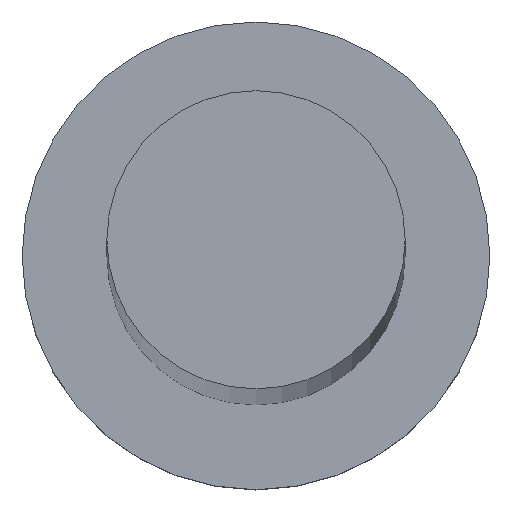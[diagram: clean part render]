
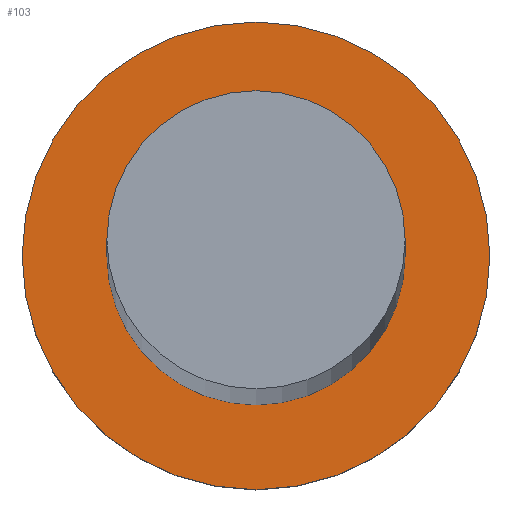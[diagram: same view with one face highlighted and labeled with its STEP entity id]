
A CAD part, top view. The second image highlights one B-rep face of the part: STEP entity #103.
In plain terms, the highlighted planar face has unit normal (0, 0, 1).
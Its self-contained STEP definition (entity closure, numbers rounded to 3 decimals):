
#6 = AXIS2_PLACEMENT_3D ( 'NONE', #226, #170, #29 ) ;
#12 = CARTESIAN_POINT ( 'NONE',  ( 8., 0., 5. ) ) ;
#26 = EDGE_CURVE ( 'NONE', #229, #217, #192, .T. ) ;
#29 = DIRECTION ( 'NONE',  ( 1., 0., 0. ) ) ;
#37 = EDGE_LOOP ( 'NONE', ( #55, #250 ) ) ;
#51 = CARTESIAN_POINT ( 'NONE',  ( 0., 0., 5. ) ) ;
#55 = ORIENTED_EDGE ( 'NONE', *, *, #134, .T. ) ;
#70 = DIRECTION ( 'NONE',  ( 1., 0., 0. ) ) ;
#71 = DIRECTION ( 'NONE',  ( 0., 0., 1. ) ) ;
#72 = DIRECTION ( 'NONE',  ( 0., 0., 1. ) ) ;
#73 = AXIS2_PLACEMENT_3D ( 'NONE', #94, #169, #191 ) ;
#78 = AXIS2_PLACEMENT_3D ( 'NONE', #147, #71, #157 ) ;
#87 = CARTESIAN_POINT ( 'NONE',  ( -8., 0., 5. ) ) ;
#94 = CARTESIAN_POINT ( 'NONE',  ( 0., 0., 5. ) ) ;
#96 = VERTEX_POINT ( 'NONE', #87 ) ;
#103 = ADVANCED_FACE ( 'NONE', ( #178, #230 ), #156, .T. ) ;
#106 = CARTESIAN_POINT ( 'NONE',  ( -5.1, 0., 5. ) ) ;
#124 = CIRCLE ( 'NONE', #6, 5.1 ) ;
#134 = EDGE_CURVE ( 'NONE', #96, #213, #218, .T. ) ;
#135 = CARTESIAN_POINT ( 'NONE',  ( 0., 0., 5. ) ) ;
#145 = CIRCLE ( 'NONE', #73, 8. ) ;
#147 = CARTESIAN_POINT ( 'NONE',  ( 0., 0., 5. ) ) ;
#156 = PLANE ( 'NONE',  #160 ) ;
#157 = DIRECTION ( 'NONE',  ( 1., 0., 0. ) ) ;
#159 = CARTESIAN_POINT ( 'NONE',  ( 5.1, 0., 5. ) ) ;
#160 = AXIS2_PLACEMENT_3D ( 'NONE', #51, #72, #70 ) ;
#168 = AXIS2_PLACEMENT_3D ( 'NONE', #135, #214, #253 ) ;
#169 = DIRECTION ( 'NONE',  ( 0., 0., 1. ) ) ;
#170 = DIRECTION ( 'NONE',  ( 0., 0., 1. ) ) ;
#174 = EDGE_LOOP ( 'NONE', ( #206, #197 ) ) ;
#178 = FACE_BOUND ( 'NONE', #174, .T. ) ;
#191 = DIRECTION ( 'NONE',  ( 1., 0., 0. ) ) ;
#192 = CIRCLE ( 'NONE', #78, 5.1 ) ;
#197 = ORIENTED_EDGE ( 'NONE', *, *, #205, .F. ) ;
#205 = EDGE_CURVE ( 'NONE', #217, #229, #124, .T. ) ;
#206 = ORIENTED_EDGE ( 'NONE', *, *, #26, .F. ) ;
#213 = VERTEX_POINT ( 'NONE', #12 ) ;
#214 = DIRECTION ( 'NONE',  ( 0., 0., 1. ) ) ;
#217 = VERTEX_POINT ( 'NONE', #159 ) ;
#218 = CIRCLE ( 'NONE', #168, 8. ) ;
#224 = EDGE_CURVE ( 'NONE', #213, #96, #145, .T. ) ;
#226 = CARTESIAN_POINT ( 'NONE',  ( 0., 0., 5. ) ) ;
#229 = VERTEX_POINT ( 'NONE', #106 ) ;
#230 = FACE_OUTER_BOUND ( 'NONE', #37, .T. ) ;
#250 = ORIENTED_EDGE ( 'NONE', *, *, #224, .T. ) ;
#253 = DIRECTION ( 'NONE',  ( 1., 0., 0. ) ) ;
